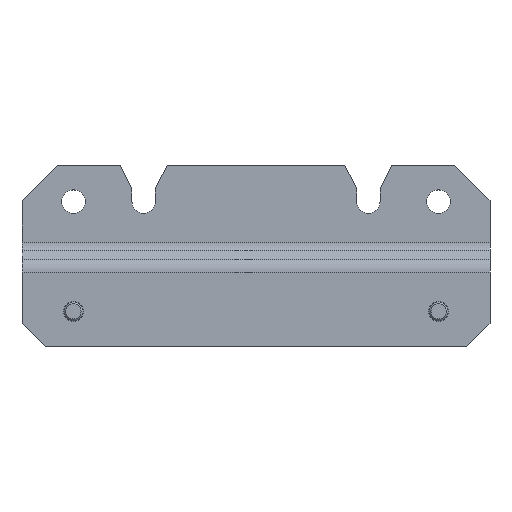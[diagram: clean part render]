
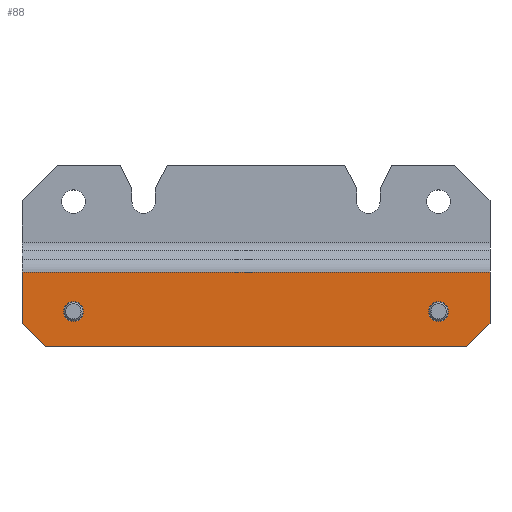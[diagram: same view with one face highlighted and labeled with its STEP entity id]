
A CAD part, top view. The second image highlights one B-rep face of the part: STEP entity #88.
In plain terms, the highlighted planar face has unit normal (0, 0, 1).
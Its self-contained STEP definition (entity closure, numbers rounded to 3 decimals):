
#88=ADVANCED_FACE('',(#189,#190,#191),#192,.T.);
#189=FACE_OUTER_BOUND('',#343,.T.);
#190=FACE_BOUND('',#344,.T.);
#191=FACE_BOUND('',#345,.T.);
#192=PLANE('',#346);
#343=EDGE_LOOP('',(#625,#626,#627,#628,#629,#630));
#344=EDGE_LOOP('',(#631,#632));
#345=EDGE_LOOP('',(#633,#634));
#346=AXIS2_PLACEMENT_3D('',#635,#636,#637);
#625=ORIENTED_EDGE('',*,*,#1047,.T.);
#626=ORIENTED_EDGE('',*,*,#1048,.F.);
#627=ORIENTED_EDGE('',*,*,#1049,.T.);
#628=ORIENTED_EDGE('',*,*,#1050,.T.);
#629=ORIENTED_EDGE('',*,*,#1051,.T.);
#630=ORIENTED_EDGE('',*,*,#1052,.F.);
#631=ORIENTED_EDGE('',*,*,#1053,.F.);
#632=ORIENTED_EDGE('',*,*,#1054,.F.);
#633=ORIENTED_EDGE('',*,*,#1055,.F.);
#634=ORIENTED_EDGE('',*,*,#1056,.F.);
#635=CARTESIAN_POINT('',(0.0,-19.053,0.0));
#636=DIRECTION('',(0.0,0.0,1.0));
#637=DIRECTION('',(1.0,0.0,0.0));
#1047=EDGE_CURVE('',#1247,#1248,#1249,.T.);
#1048=EDGE_CURVE('',#1250,#1248,#1251,.T.);
#1049=EDGE_CURVE('',#1250,#1252,#1253,.T.);
#1050=EDGE_CURVE('',#1252,#1254,#1255,.T.);
#1051=EDGE_CURVE('',#1254,#1256,#1257,.T.);
#1052=EDGE_CURVE('',#1247,#1256,#1258,.T.);
#1053=EDGE_CURVE('',#1259,#1260,#1261,.T.);
#1054=EDGE_CURVE('',#1260,#1259,#1262,.T.);
#1055=EDGE_CURVE('',#1263,#1264,#1265,.T.);
#1056=EDGE_CURVE('',#1264,#1263,#1266,.T.);
#1247=VERTEX_POINT('',#1531);
#1248=VERTEX_POINT('',#1532);
#1249=LINE('',#1533,#1534);
#1250=VERTEX_POINT('',#1535);
#1251=LINE('',#1536,#1537);
#1252=VERTEX_POINT('',#1538);
#1253=LINE('',#1539,#1540);
#1254=VERTEX_POINT('',#1541);
#1255=LINE('',#1542,#1543);
#1256=VERTEX_POINT('',#1544);
#1257=LINE('',#1545,#1546);
#1258=LINE('',#1547,#1548);
#1259=VERTEX_POINT('',#1549);
#1260=VERTEX_POINT('',#1550);
#1261=CIRCLE('',#1551,4.25);
#1262=CIRCLE('',#1552,4.25);
#1263=VERTEX_POINT('',#1553);
#1264=VERTEX_POINT('',#1554);
#1265=CIRCLE('',#1555,4.25);
#1266=CIRCLE('',#1556,4.25);
#1531=CARTESIAN_POINT('',(-90.0,-35.0,0.0));
#1532=CARTESIAN_POINT('',(90.0,-35.0,0.0));
#1533=CARTESIAN_POINT('',(-90.0,-35.0,0.0));
#1534=VECTOR('',#1939,180.0);
#1535=CARTESIAN_POINT('',(100.0,-25.0,0.0));
#1536=CARTESIAN_POINT('',(100.0,-25.0,0.0));
#1537=VECTOR('',#1940,14.142);
#1538=CARTESIAN_POINT('',(100.0,-3.107,0.));
#1539=CARTESIAN_POINT('',(100.0,-25.0,0.0));
#1540=VECTOR('',#1941,21.893);
#1541=CARTESIAN_POINT('',(-100.0,-3.107,0.));
#1542=CARTESIAN_POINT('',(100.0,-3.107,0.));
#1543=VECTOR('',#1942,200.0);
#1544=CARTESIAN_POINT('',(-100.0,-25.0,0.0));
#1545=CARTESIAN_POINT('',(-100.0,-3.107,0.));
#1546=VECTOR('',#1943,21.893);
#1547=CARTESIAN_POINT('',(-90.0,-35.0,0.0));
#1548=VECTOR('',#1944,14.142);
#1549=CARTESIAN_POINT('',(82.25,-20.0,0.0));
#1550=CARTESIAN_POINT('',(73.75,-20.0,0.0));
#1551=AXIS2_PLACEMENT_3D('',#1945,#1946,#1947);
#1552=AXIS2_PLACEMENT_3D('',#1948,#1949,#1950);
#1553=CARTESIAN_POINT('',(-73.75,-20.0,0.0));
#1554=CARTESIAN_POINT('',(-82.25,-20.0,0.0));
#1555=AXIS2_PLACEMENT_3D('',#1951,#1952,#1953);
#1556=AXIS2_PLACEMENT_3D('',#1954,#1955,#1956);
#1939=DIRECTION('',(1.0,0.0,0.0));
#1940=DIRECTION('',(-0.707,-0.707,0.0));
#1941=DIRECTION('',(0.0,1.0,0.));
#1942=DIRECTION('',(-1.0,0.0,0.0));
#1943=DIRECTION('',(0.0,-1.0,0.));
#1944=DIRECTION('',(-0.707,0.707,0.0));
#1945=CARTESIAN_POINT('',(78.0,-20.0,0.0));
#1946=DIRECTION('',(0.0,0.0,1.0));
#1947=DIRECTION('',(1.0,0.0,0.0));
#1948=CARTESIAN_POINT('',(78.0,-20.0,0.0));
#1949=DIRECTION('',(0.0,0.0,1.0));
#1950=DIRECTION('',(-1.0,0.0,0.0));
#1951=CARTESIAN_POINT('',(-78.0,-20.0,0.0));
#1952=DIRECTION('',(0.0,0.0,1.0));
#1953=DIRECTION('',(1.0,0.0,0.0));
#1954=CARTESIAN_POINT('',(-78.0,-20.0,0.0));
#1955=DIRECTION('',(0.0,0.0,1.0));
#1956=DIRECTION('',(-1.0,0.0,0.0));
